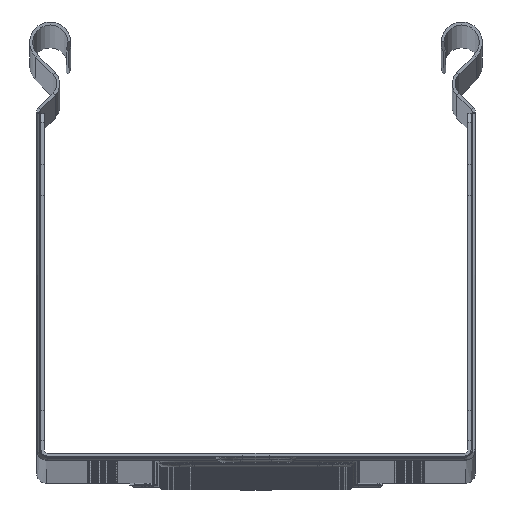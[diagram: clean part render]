
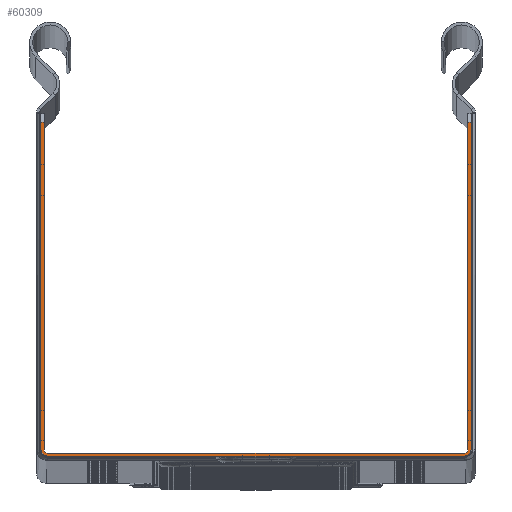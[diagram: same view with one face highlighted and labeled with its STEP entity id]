
A CAD part, top view. The second image highlights one B-rep face of the part: STEP entity #60309.
In plain terms, the highlighted planar face has unit normal (0, 0, 1).
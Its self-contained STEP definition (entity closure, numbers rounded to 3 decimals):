
#250 = EDGE_CURVE ( 'NONE', #66790, #53915, #43391, .T. ) ;
#1366 = VERTEX_POINT ( 'NONE', #56721 ) ;
#4053 = CARTESIAN_POINT ( 'NONE',  ( -97.5, 2.5, 3000. ) ) ;
#5623 = DIRECTION ( 'NONE',  ( 0., -1., 0. ) ) ;
#5992 = VERTEX_POINT ( 'NONE', #69706 ) ;
#10167 = EDGE_CURVE ( 'NONE', #1366, #66447, #104925, .T. ) ;
#10961 = CIRCLE ( 'NONE', #92708, 0.8 ) ;
#12058 = LINE ( 'NONE', #93000, #58324 ) ;
#12175 = CARTESIAN_POINT ( 'NONE',  ( -97.5, 1., 3000. ) ) ;
#13326 = DIRECTION ( 'NONE',  ( 1., 0., 0. ) ) ;
#14873 = CARTESIAN_POINT ( 'NONE',  ( -99., 79.06, 3000. ) ) ;
#16777 = VECTOR ( 'NONE', #45626, 1000. ) ;
#18880 = DIRECTION ( 'NONE',  ( 0., 0., -1. ) ) ;
#21060 = EDGE_CURVE ( 'NONE', #5992, #75994, #28935, .T. ) ;
#23495 = CARTESIAN_POINT ( 'NONE',  ( -99., 2.5, 3000. ) ) ;
#24447 = PLANE ( 'NONE',  #82455 ) ;
#25701 = CARTESIAN_POINT ( 'NONE',  ( -2.5, 1., 3000. ) ) ;
#26016 = DIRECTION ( 'NONE',  ( -1., 0., 0. ) ) ;
#26503 = DIRECTION ( 'NONE',  ( -1., 0., 0. ) ) ;
#27615 = EDGE_LOOP ( 'NONE', ( #88980, #99482, #56858, #119193, #60693, #112469, #35602, #52093, #70450, #29782, #33751, #38616 ) ) ;
#28402 = EDGE_CURVE ( 'NONE', #114861, #53915, #31139, .T. ) ;
#28935 = LINE ( 'NONE', #46090, #50558 ) ;
#29782 = ORIENTED_EDGE ( 'NONE', *, *, #250, .F. ) ;
#31139 = LINE ( 'NONE', #14873, #74488 ) ;
#33329 = LINE ( 'NONE', #100360, #60803 ) ;
#33751 = ORIENTED_EDGE ( 'NONE', *, *, #108320, .F. ) ;
#35488 = EDGE_CURVE ( 'NONE', #39854, #104929, #33329, .T. ) ;
#35602 = ORIENTED_EDGE ( 'NONE', *, *, #21060, .F. ) ;
#35923 = CARTESIAN_POINT ( 'NONE',  ( -97.5, 2.5, 3000. ) ) ;
#38616 = ORIENTED_EDGE ( 'NONE', *, *, #45095, .F. ) ;
#39019 = EDGE_CURVE ( 'NONE', #92730, #1366, #41314, .T. ) ;
#39854 = VERTEX_POINT ( 'NONE', #110958 ) ;
#41314 = LINE ( 'NONE', #73172, #16777 ) ;
#41443 = EDGE_CURVE ( 'NONE', #39854, #92730, #64457, .T. ) ;
#43391 = CIRCLE ( 'NONE', #87624, 1.5 ) ;
#44309 = DIRECTION ( 'NONE',  ( -1., 0., 0. ) ) ;
#45095 = EDGE_CURVE ( 'NONE', #104929, #83156, #53640, .T. ) ;
#45151 = DIRECTION ( 'NONE',  ( 1., 0., 0. ) ) ;
#45626 = DIRECTION ( 'NONE',  ( 0., -1., 0. ) ) ;
#46090 = CARTESIAN_POINT ( 'NONE',  ( -98.3, 79.06, 3000. ) ) ;
#47013 = CARTESIAN_POINT ( 'NONE',  ( -2.5, 2.5, 3000. ) ) ;
#50558 = VECTOR ( 'NONE', #64770, 1000. ) ;
#51877 = VERTEX_POINT ( 'NONE', #74630 ) ;
#52093 = ORIENTED_EDGE ( 'NONE', *, *, #108977, .T. ) ;
#53640 = CIRCLE ( 'NONE', #105794, 1.5 ) ;
#53915 = VERTEX_POINT ( 'NONE', #23495 ) ;
#56353 = DIRECTION ( 'NONE',  ( 1., 0., 0. ) ) ;
#56721 = CARTESIAN_POINT ( 'NONE',  ( -1.7, 2.5, 3000. ) ) ;
#56858 = ORIENTED_EDGE ( 'NONE', *, *, #39019, .T. ) ;
#58324 = VECTOR ( 'NONE', #102645, 1000. ) ;
#60309 = ADVANCED_FACE ( 'NONE', ( #99456 ), #24447, .T. ) ;
#60693 = ORIENTED_EDGE ( 'NONE', *, *, #119956, .T. ) ;
#60803 = VECTOR ( 'NONE', #118603, 1000. ) ;
#61643 = DIRECTION ( 'NONE',  ( 0., -1., 0. ) ) ;
#64457 = LINE ( 'NONE', #109003, #86144 ) ;
#64770 = DIRECTION ( 'NONE',  ( 0., -1., 0. ) ) ;
#66447 = VERTEX_POINT ( 'NONE', #70874 ) ;
#66705 = LINE ( 'NONE', #99897, #112902 ) ;
#66790 = VERTEX_POINT ( 'NONE', #12175 ) ;
#67496 = CARTESIAN_POINT ( 'NONE',  ( -1.7, 77.06, 3000. ) ) ;
#68747 = DIRECTION ( 'NONE',  ( 0., 0., -1. ) ) ;
#69706 = CARTESIAN_POINT ( 'NONE',  ( -98.3, 77.06, 3000. ) ) ;
#70450 = ORIENTED_EDGE ( 'NONE', *, *, #28402, .T. ) ;
#70874 = CARTESIAN_POINT ( 'NONE',  ( -2.5, 1.7, 3000. ) ) ;
#73172 = CARTESIAN_POINT ( 'NONE',  ( -1.7, 79.06, 3000. ) ) ;
#74225 = CARTESIAN_POINT ( 'NONE',  ( -2.5, 2.5, 3000. ) ) ;
#74488 = VECTOR ( 'NONE', #5623, 1000. ) ;
#74630 = CARTESIAN_POINT ( 'NONE',  ( -97.5, 1.7, 3000. ) ) ;
#75994 = VERTEX_POINT ( 'NONE', #115646 ) ;
#79146 = CARTESIAN_POINT ( 'NONE',  ( -99., 77.06, 3000. ) ) ;
#82024 = CARTESIAN_POINT ( 'NONE',  ( -1., 2.5, 3000. ) ) ;
#82235 = AXIS2_PLACEMENT_3D ( 'NONE', #74225, #18880, #83538 ) ;
#82455 = AXIS2_PLACEMENT_3D ( 'NONE', #89109, #116973, #61643 ) ;
#83156 = VERTEX_POINT ( 'NONE', #25701 ) ;
#83538 = DIRECTION ( 'NONE',  ( -1., 0., 0. ) ) ;
#86144 = VECTOR ( 'NONE', #44309, 1000. ) ;
#87624 = AXIS2_PLACEMENT_3D ( 'NONE', #4053, #68747, #13326 ) ;
#88980 = ORIENTED_EDGE ( 'NONE', *, *, #35488, .F. ) ;
#89109 = CARTESIAN_POINT ( 'NONE',  ( -1., 79.06, 3000. ) ) ;
#92708 = AXIS2_PLACEMENT_3D ( 'NONE', #35923, #100520, #45151 ) ;
#92730 = VERTEX_POINT ( 'NONE', #67496 ) ;
#93000 = CARTESIAN_POINT ( 'NONE',  ( -1., 77.06, 3000. ) ) ;
#99456 = FACE_OUTER_BOUND ( 'NONE', #27615, .T. ) ;
#99482 = ORIENTED_EDGE ( 'NONE', *, *, #41443, .T. ) ;
#99897 = CARTESIAN_POINT ( 'NONE',  ( -50., 1.7, 3000. ) ) ;
#100360 = CARTESIAN_POINT ( 'NONE',  ( -1., 79.06, 3000. ) ) ;
#100520 = DIRECTION ( 'NONE',  ( 0., 0., -1. ) ) ;
#102645 = DIRECTION ( 'NONE',  ( -1., 0., 0. ) ) ;
#104924 = EDGE_CURVE ( 'NONE', #51877, #75994, #10961, .T. ) ;
#104925 = CIRCLE ( 'NONE', #82235, 0.8 ) ;
#104929 = VERTEX_POINT ( 'NONE', #82024 ) ;
#105794 = AXIS2_PLACEMENT_3D ( 'NONE', #47013, #111688, #56353 ) ;
#108320 = EDGE_CURVE ( 'NONE', #83156, #66790, #117545, .T. ) ;
#108977 = EDGE_CURVE ( 'NONE', #5992, #114861, #12058, .T. ) ;
#109003 = CARTESIAN_POINT ( 'NONE',  ( -1., 77.06, 3000. ) ) ;
#110958 = CARTESIAN_POINT ( 'NONE',  ( -1., 77.06, 3000. ) ) ;
#111688 = DIRECTION ( 'NONE',  ( 0., 0., -1. ) ) ;
#112469 = ORIENTED_EDGE ( 'NONE', *, *, #104924, .T. ) ;
#112902 = VECTOR ( 'NONE', #26016, 1000. ) ;
#114615 = VECTOR ( 'NONE', #26503, 1000. ) ;
#114861 = VERTEX_POINT ( 'NONE', #79146 ) ;
#115646 = CARTESIAN_POINT ( 'NONE',  ( -98.3, 2.5, 3000. ) ) ;
#116973 = DIRECTION ( 'NONE',  ( 0., 0., 1. ) ) ;
#117545 = LINE ( 'NONE', #118604, #114615 ) ;
#118603 = DIRECTION ( 'NONE',  ( 0., -1., 0. ) ) ;
#118604 = CARTESIAN_POINT ( 'NONE',  ( -1., 1., 3000. ) ) ;
#119193 = ORIENTED_EDGE ( 'NONE', *, *, #10167, .T. ) ;
#119956 = EDGE_CURVE ( 'NONE', #66447, #51877, #66705, .T. ) ;
